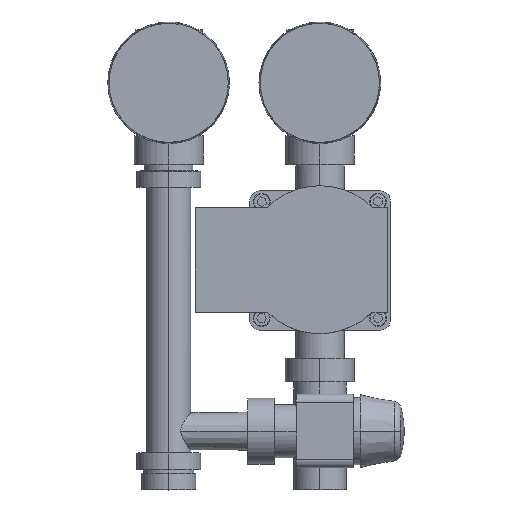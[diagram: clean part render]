
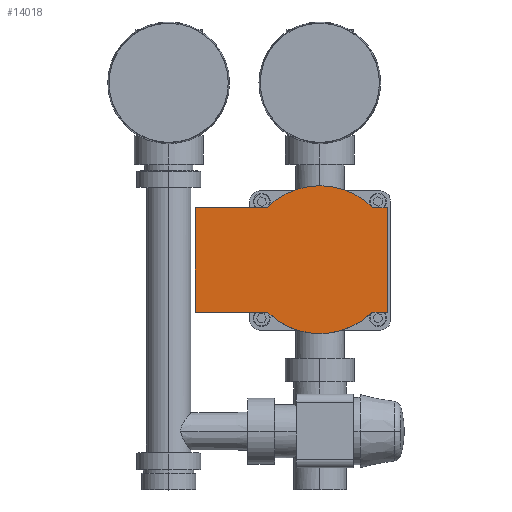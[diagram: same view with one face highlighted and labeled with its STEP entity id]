
A CAD part, top view. The second image highlights one B-rep face of the part: STEP entity #14018.
In plain terms, the highlighted planar face has unit normal (0, 0, 1).
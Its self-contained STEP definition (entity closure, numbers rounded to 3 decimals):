
#694 = VERTEX_POINT ( 'NONE', #16709 ) ;
#810 = VERTEX_POINT ( 'NONE', #12595 ) ;
#942 = CARTESIAN_POINT ( 'NONE',  ( 75.994, -31.309, 94. ) ) ;
#1107 = VECTOR ( 'NONE', #5450, 1000. ) ;
#1222 = VERTEX_POINT ( 'NONE', #17021 ) ;
#2468 = AXIS2_PLACEMENT_3D ( 'NONE', #15109, #16836, #4785 ) ;
#2700 = ORIENTED_EDGE ( 'NONE', *, *, #8260, .T. ) ;
#2780 = EDGE_LOOP ( 'NONE', ( #11957, #11612, #2700, #16731, #14531, #7388, #9107, #6057 ) ) ;
#3817 = VERTEX_POINT ( 'NONE', #13143 ) ;
#3833 = EDGE_CURVE ( 'NONE', #14153, #18601, #6932, .T. ) ;
#3861 = AXIS2_PLACEMENT_3D ( 'NONE', #16377, #16212, #14755 ) ;
#3930 = CARTESIAN_POINT ( 'NONE',  ( 45., 0., 94. ) ) ;
#4785 = DIRECTION ( 'NONE',  ( 1., 0., 0. ) ) ;
#4875 = EDGE_CURVE ( 'NONE', #12096, #810, #13800, .T. ) ;
#4975 = PLANE ( 'NONE',  #2468 ) ;
#5450 = DIRECTION ( 'NONE',  ( -1., 0., 0. ) ) ;
#5769 = VECTOR ( 'NONE', #6255, 1000. ) ;
#5784 = DIRECTION ( 'NONE',  ( 0., 1., 0. ) ) ;
#6057 = ORIENTED_EDGE ( 'NONE', *, *, #4875, .T. ) ;
#6255 = DIRECTION ( 'NONE',  ( 1., 0., 0. ) ) ;
#6932 = LINE ( 'NONE', #11407, #8337 ) ;
#7084 = LINE ( 'NONE', #18784, #18159 ) ;
#7279 = CARTESIAN_POINT ( 'NONE',  ( 85.138, -31.309, 94. ) ) ;
#7388 = ORIENTED_EDGE ( 'NONE', *, *, #12270, .T. ) ;
#7393 = EDGE_CURVE ( 'NONE', #810, #3817, #9911, .T. ) ;
#7843 = CARTESIAN_POINT ( 'NONE',  ( 13.712, 31.015, 94. ) ) ;
#8260 = EDGE_CURVE ( 'NONE', #694, #11411, #11859, .T. ) ;
#8337 = VECTOR ( 'NONE', #5784, 1000. ) ;
#8734 = DIRECTION ( 'NONE',  ( 0., -1., 0. ) ) ;
#9107 = ORIENTED_EDGE ( 'NONE', *, *, #16635, .T. ) ;
#9911 = LINE ( 'NONE', #14412, #14380 ) ;
#10294 = DIRECTION ( 'NONE',  ( 1., 0., 0. ) ) ;
#10953 = VECTOR ( 'NONE', #16719, 1000. ) ;
#11407 = CARTESIAN_POINT ( 'NONE',  ( 85.138, 31.015, 94. ) ) ;
#11411 = VERTEX_POINT ( 'NONE', #942 ) ;
#11556 = AXIS2_PLACEMENT_3D ( 'NONE', #3930, #11602, #17538 ) ;
#11602 = DIRECTION ( 'NONE',  ( 0., 0., 1. ) ) ;
#11612 = ORIENTED_EDGE ( 'NONE', *, *, #11817, .T. ) ;
#11817 = EDGE_CURVE ( 'NONE', #3817, #694, #7084, .T. ) ;
#11859 = CIRCLE ( 'NONE', #11556, 44.055 ) ;
#11957 = ORIENTED_EDGE ( 'NONE', *, *, #7393, .T. ) ;
#12096 = VERTEX_POINT ( 'NONE', #7843 ) ;
#12255 = LINE ( 'NONE', #13733, #5769 ) ;
#12270 = EDGE_CURVE ( 'NONE', #18601, #1222, #15934, .T. ) ;
#12595 = CARTESIAN_POINT ( 'NONE',  ( -29.288, 31.015, 94. ) ) ;
#12808 = CARTESIAN_POINT ( 'NONE',  ( 76.288, 31.015, 94. ) ) ;
#13143 = CARTESIAN_POINT ( 'NONE',  ( -29.288, -31.309, 94. ) ) ;
#13733 = CARTESIAN_POINT ( 'NONE',  ( 75.994, -31.309, 94. ) ) ;
#13800 = LINE ( 'NONE', #14991, #10953 ) ;
#13822 = FACE_OUTER_BOUND ( 'NONE', #2780, .T. ) ;
#14018 = ADVANCED_FACE ( 'NONE', ( #13822 ), #4975, .T. ) ;
#14153 = VERTEX_POINT ( 'NONE', #7279 ) ;
#14380 = VECTOR ( 'NONE', #8734, 1000. ) ;
#14412 = CARTESIAN_POINT ( 'NONE',  ( -29.288, 31.015, 94. ) ) ;
#14531 = ORIENTED_EDGE ( 'NONE', *, *, #3833, .T. ) ;
#14755 = DIRECTION ( 'NONE',  ( 1., 0., 0. ) ) ;
#14991 = CARTESIAN_POINT ( 'NONE',  ( -29.288, 31.015, 94. ) ) ;
#15109 = CARTESIAN_POINT ( 'NONE',  ( 45., 0., 94. ) ) ;
#15934 = LINE ( 'NONE', #12808, #1107 ) ;
#16207 = EDGE_CURVE ( 'NONE', #11411, #14153, #12255, .T. ) ;
#16212 = DIRECTION ( 'NONE',  ( 0., 0., 1. ) ) ;
#16377 = CARTESIAN_POINT ( 'NONE',  ( 45., 0., 94. ) ) ;
#16590 = CIRCLE ( 'NONE', #3861, 44.055 ) ;
#16635 = EDGE_CURVE ( 'NONE', #1222, #12096, #16590, .T. ) ;
#16709 = CARTESIAN_POINT ( 'NONE',  ( 14.006, -31.309, 94. ) ) ;
#16719 = DIRECTION ( 'NONE',  ( -1., 0., 0. ) ) ;
#16731 = ORIENTED_EDGE ( 'NONE', *, *, #16207, .T. ) ;
#16836 = DIRECTION ( 'NONE',  ( 0., 0., 1. ) ) ;
#17021 = CARTESIAN_POINT ( 'NONE',  ( 76.288, 31.015, 94. ) ) ;
#17538 = DIRECTION ( 'NONE',  ( 1., 0., 0. ) ) ;
#17574 = CARTESIAN_POINT ( 'NONE',  ( 85.138, 31.015, 94. ) ) ;
#18159 = VECTOR ( 'NONE', #10294, 1000. ) ;
#18601 = VERTEX_POINT ( 'NONE', #17574 ) ;
#18784 = CARTESIAN_POINT ( 'NONE',  ( -29.288, -31.309, 94. ) ) ;
